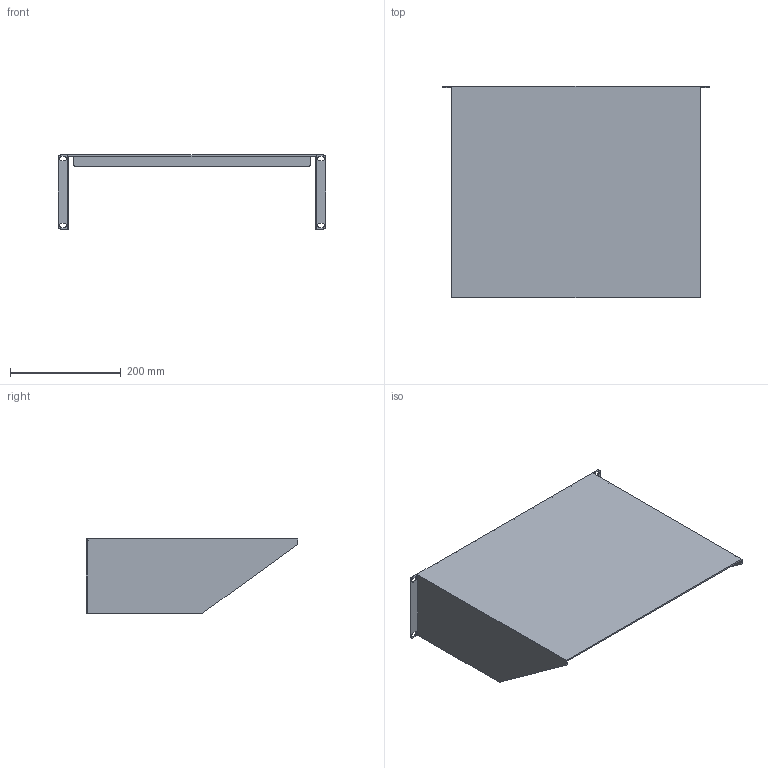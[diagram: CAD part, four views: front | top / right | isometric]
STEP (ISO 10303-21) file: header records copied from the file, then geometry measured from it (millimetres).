
FILE_DESCRIPTION (( 'STEP AP214' ), '1' );
FILE_NAME ('RP00014-3.STEP', '2018-11-26T23:29:59', ( '' ), ( '' ), 'SwSTEP 2.0', 'SolidWorks 2017', '' );
FILE_SCHEMA (( 'AUTOMOTIVE_DESIGN' ));
Length unit declared in the file: inch
Products named in the file (1): RP00014-3
Bounding box: 483 x 381 x 133.5 mm (x, y, z)
Volume: 522915.2 mm3; surface area: 528263.2 mm2
Topology: 1 solids, 1 shells, 44 faces, 138 edges, 92 vertices
Faces by surface type: plane 28, cylinder 16
Entity records: 1646 total; most frequent: CARTESIAN_POINT 335, ORIENTED_EDGE 276, DIRECTION 260, EDGE_CURVE 138, LINE 98, VECTOR 98, VERTEX_POINT 92, AXIS2_PLACEMENT_3D 81
